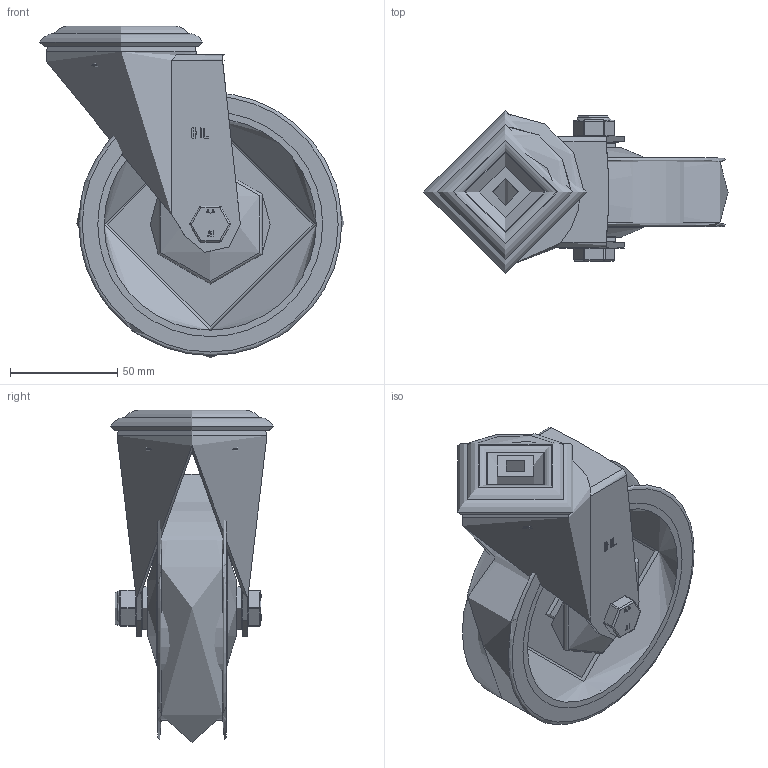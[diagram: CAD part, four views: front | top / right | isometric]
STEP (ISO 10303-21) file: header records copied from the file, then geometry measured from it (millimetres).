
FILE_DESCRIPTION(/* description */ (''),/* implementation_level */ '2;1');
FILE_NAME(/* name */ 'BZMM125STPRBJBH12.step',/* time_stamp */ '2024-09-30T14:11:33+01:00',/* author */ (''),/* organization */ (''),/* preprocessor_version */ 'ST-DEVELOPER v20',/* originating_system */ 'Autodesk Translation Framework v13.20.0.188',/* authorisation */ '');
FILE_SCHEMA (('AUTOMOTIVE_DESIGN { 1 0 10303 214 3 1 1 }'));
Length unit declared in the file: millimetre
Products named in the file (28): BZMM125STPRBJBH12; BZMM125ASBH12 - 47 v1; ZINC PLATED, PRESSED STEEL HEAD; ZINC PLATED, PRESSED STEEL FORKS; BZMM125WSTPRBJM10 v1; 65 SHORE A THERMOPLASTIC RUBBER TYRE; POLYPROPYLENE RIM; BEARING 6202; METAL; METAL2; Pattern; Component1; MIDDLE; RUBBER; RUBBER2; CAP; CAP Geometry; CAP2; WP10X21X2 v1; WP10X21X2; WP10X21X2 v1 (1); WP10X21X2 (1); HEXBOLTM10X60Z8.8 v2; GRADE 8.8 ZINC PLATED BOLT; NYLOCM10Z v1; NYLOC NUT; RUBBER (1); NUT
Assembly tree (34 placements, depth 5):
  BZMM125STPRBJBH12
    BZMM125ASBH12 - 47 v1
      ZINC PLATED, PRESSED STEEL HEAD
      ZINC PLATED, PRESSED STEEL FORKS
    BZMM125WSTPRBJM10 v1
      65 SHORE A THERMOPLASTIC RUBBER TYRE
      POLYPROPYLENE RIM
      BEARING 6202
        METAL
        METAL2
        Pattern
          Component1  x8
        MIDDLE
        RUBBER
        RUBBER2
      CAP
        CAP Geometry
        CAP2
    WP10X21X2 v1
      WP10X21X2
    WP10X21X2 v1 (1)
      WP10X21X2 (1)
    HEXBOLTM10X60Z8.8 v2
      GRADE 8.8 ZINC PLATED BOLT
    NYLOCM10Z v1
      NYLOC NUT
        RUBBER (1)
        NUT
Bounding box: 142 x 76 x 155 mm (x, y, z)
Volume: 278511.1 mm3; surface area: 153480.4 mm2
Topology: 24 solids, 24 shells, 733 faces, 1751 edges, 1141 vertices
Faces by surface type: plane 269, bspline 193, cylinder 173, sphere 42, torus 41, cone 15
Full cylindrical faces by diameter (mm): 8.141 x19, 9.85 x20, 10 x3, 10.2 x2, 10.4 x2, 10.75 x2, 12 x2, 12.2 x1, 15 x3, 15.5 x1, 16 x1, 18 x1, 19.8 x2, 20 x6, 21.313 x1, 22.5 x2, 23 x2, 24 x3, 25.5 x2, 30 x4, 30.5 x2, 31 x4, 32 x1, 32.5 x2, 34.5 x2, 35 x2, 36.5 x2, 38 x1, 39 x2, 40.5 x2
Entity records: 29596 total; most frequent: CARTESIAN_POINT 13013, ORIENTED_EDGE 3428, DIRECTION 2886, EDGE_CURVE 1714, VERTEX_POINT 1127, AXIS2_PLACEMENT_3D 1090, EDGE_LOOP 881, FACE_OUTER_BOUND 726
